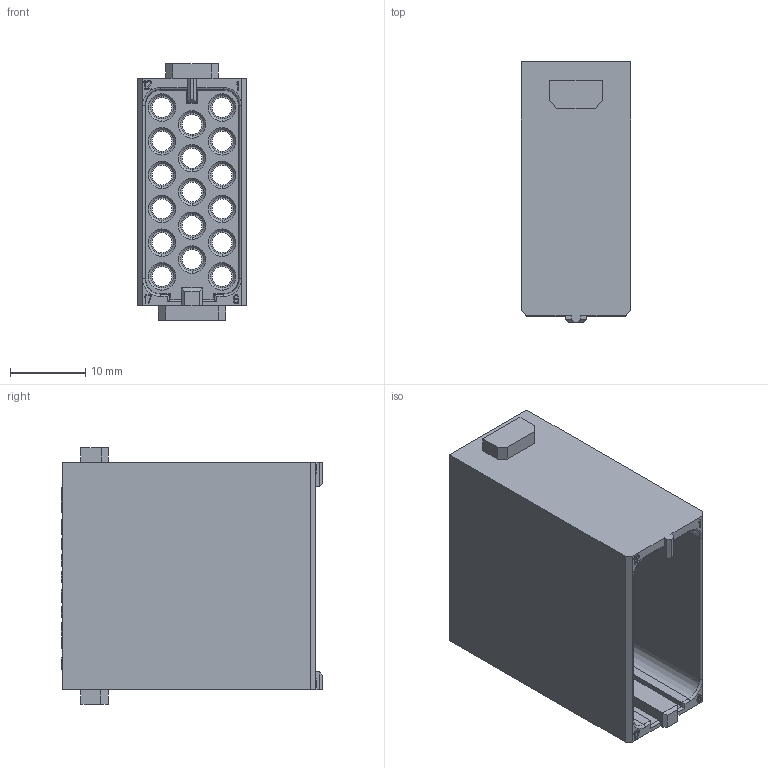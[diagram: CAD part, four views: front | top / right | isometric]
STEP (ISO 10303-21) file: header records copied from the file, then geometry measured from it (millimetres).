
FILE_DESCRIPTION((''),'2;1');
FILE_NAME('HM-017-M','2017-06-16T',('tl.yang'),(''),'PRO/ENGINEER BY PARAMETRIC TECHNOLOGY CORPORATION, 2011500','PRO/ENGINEER BY PARAMETRIC TECHNOLOGY CORPORATION, 2011500','');
FILE_SCHEMA(('CONFIG_CONTROL_DESIGN'));
Length unit declared in the file: millimetre
Products named in the file (1): HM-017-M
Bounding box: 14.6 x 34.8 x 34.2 mm (x, y, z)
Volume: 8383.7 mm3; surface area: 8003.3 mm2
Topology: 1 solids, 6 shells, 1021 faces, 2800 edges, 1850 vertices
Faces by surface type: plane 900, cylinder 78, cone 39, torus 4
Entity records: 31922 total; most frequent: CARTESIAN_POINT 5711, ORIENTED_EDGE 5600, DIRECTION 5024, EDGE_CURVE 2800, VECTOR 2598, LINE 2598, VERTEX_POINT 1850, AXIS2_PLACEMENT_3D 1213
